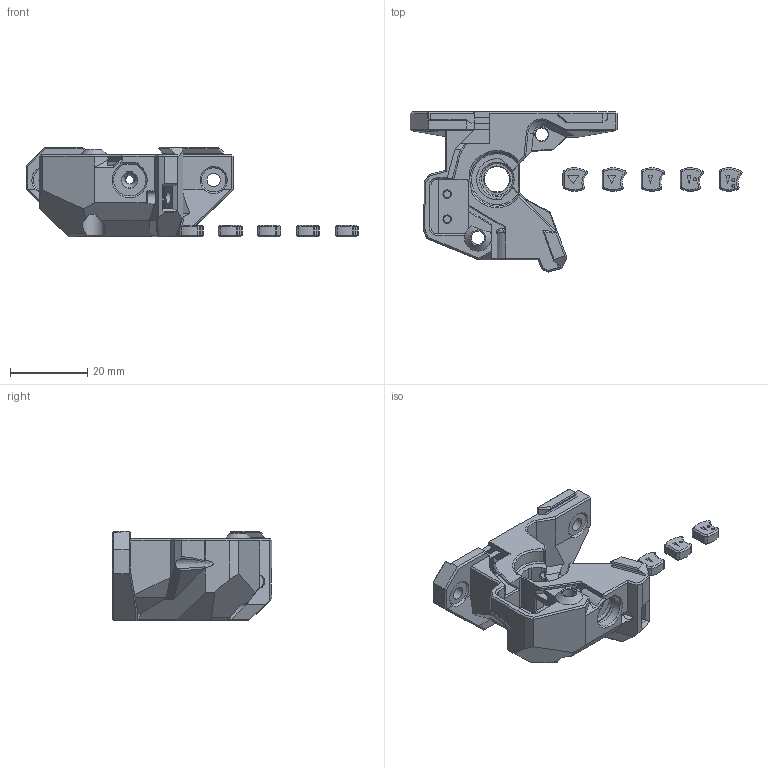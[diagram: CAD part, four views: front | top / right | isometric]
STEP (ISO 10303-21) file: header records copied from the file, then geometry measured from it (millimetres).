
FILE_DESCRIPTION(/* description */ ('STEP AP242','CAx-IF Rec.Pracs.---Representation and Presentation of Product Manufacturing Information (PMI)---4.0---2014-10-13','CAx-IF Rec.Pracs.---3D Tessellated Geometry---0.4---2014-09-14','2;1'),/* implementation_level */ '2;1');
FILE_NAME(/* name */ 'A4T - WWBMG - Main_Body [Sherpa-Mini spacing] Dual Sensor',/* time_stamp */ '2025-08-08T12:09:05Z',/* author */ (''),/* organization */ (''),/* preprocessor_version */ 'ST-DEVELOPER v20',/* originating_system */ 'ONSHAPE BY PTC INC, 1.202',/* authorisation */ ' ');
FILE_SCHEMA (('AP242_MANAGED_MODEL_BASED_3D_ENGINEERING_MIM_LF { 1 0 10303 442 1 1 4 }'));
Length unit declared in the file: metre
Products named in the file (6): Bumper +0.1mm; Bumper -0.2mm; A4T - WWBMG - Main_Body [Sherpa-Mini spacing] Dual Sensor; Bumper -0.1mm; Upper Magnet Bumper; Bumper +0.2mm
Bounding box: 85.88 x 41.37 x 23.2 mm (x, y, z)
Volume: 15679.7 mm3; surface area: 9462.5 mm2
Topology: 6 solids, 6 shells, 716 faces, 1836 edges, 1140 vertices
Faces by surface type: plane 437, cylinder 124, cone 116, bspline 32, torus 7
Full cylindrical faces by diameter (mm): 0.8 x3, 1.8 x4, 3.4 x6, 5.8 x1, 5.9 x1, 6.5 x1, 9 x1
Entity records: 22336 total; most frequent: CARTESIAN_POINT 5045, ORIENTED_EDGE 3592, DIRECTION 3494, EDGE_CURVE 1796, LINE 1222, VECTOR 1222, AXIS2_PLACEMENT_3D 1136, VERTEX_POINT 1131
